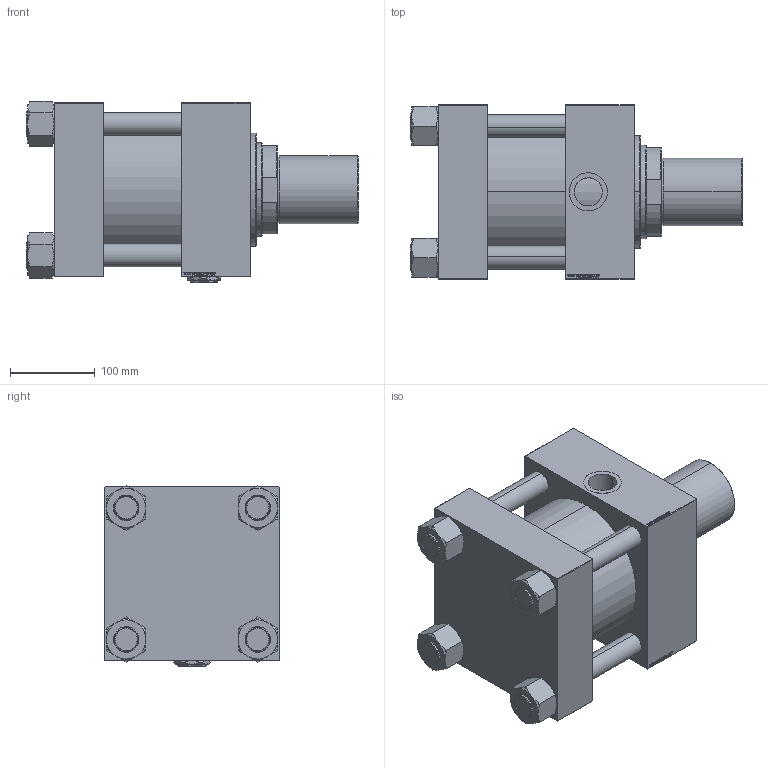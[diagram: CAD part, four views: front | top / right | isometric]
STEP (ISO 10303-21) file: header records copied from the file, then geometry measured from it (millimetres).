
FILE_DESCRIPTION (( 'STEP AP203' ), '1' );
FILE_NAME ('6b14.STEP', '2024-01-05T09:11:10', ( '' ), ( '' ), 'SwSTEP 2.0', 'SolidWorks 2019', '' );
FILE_SCHEMA (( 'CONFIG_CONTROL_DESIGN' ));
Length unit declared in the file: millimetre
Products named in the file (8): V215_VC_A 01f7c3e7499691a8c3500d8d84c7f39c; 6b14; NUT_M5_C 01f7c3e7499691a8c3500d8d84c7f39c; Zatka_pro_OIL_PORT 01f7c3e7499691a8c3500d8d84c7f39c; V215CR_C_Body 01f7c3e7499691a8c3500d8d84c7f39c; V215CR_C_TYCINKA 01f7c3e7499691a8c3500d8d84c7f39c; V215CR_VCP_C 01f7c3e7499691a8c3500d8d84c7f39c; ROD_END_AH 01f7c3e7499691a8c3500d8d84c7f39c
Assembly tree (13 placements, depth 2):
  6b14
    V215CR_C_Body 01f7c3e7499691a8c3500d8d84c7f39c
    V215CR_VCP_C 01f7c3e7499691a8c3500d8d84c7f39c
    NUT_M5_C 01f7c3e7499691a8c3500d8d84c7f39c  x4
    V215CR_C_TYCINKA 01f7c3e7499691a8c3500d8d84c7f39c  x4
    V215_VC_A 01f7c3e7499691a8c3500d8d84c7f39c
    ROD_END_AH 01f7c3e7499691a8c3500d8d84c7f39c
    Zatka_pro_OIL_PORT 01f7c3e7499691a8c3500d8d84c7f39c
Bounding box: 391 x 205 x 213.57 mm (x, y, z)
Volume: 8097240.8 mm3; surface area: 760606.3 mm2
Topology: 13 solids, 13 shells, 1258 faces, 3168 edges, 2057 vertices
Faces by surface type: plane 601, bspline 392, cone 160, cylinder 95, torus 10
Entity records: 52980 total; most frequent: CARTESIAN_POINT 27956, ORIENTED_EDGE 5600, DIRECTION 3656, EDGE_CURVE 2800, VERTEX_POINT 1835, VECTOR 1650, LINE 1650, EDGE_LOOP 1237
